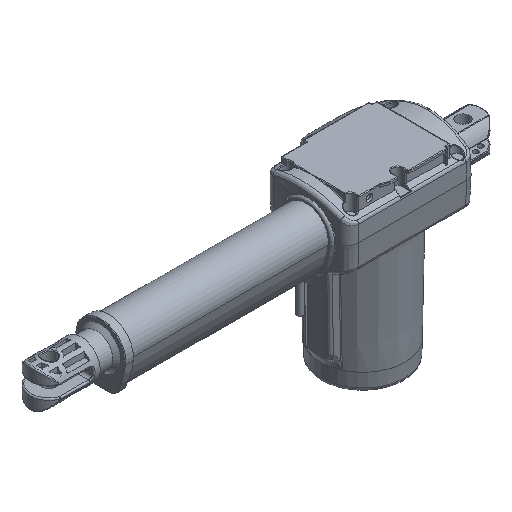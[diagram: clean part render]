
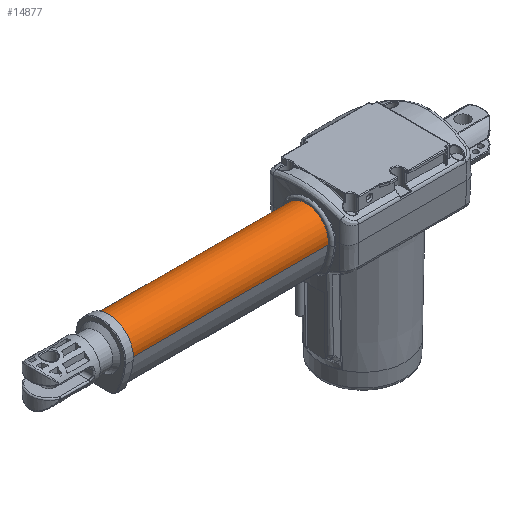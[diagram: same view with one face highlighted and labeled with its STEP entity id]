
A CAD part, isometric view. The second image highlights one B-rep face of the part: STEP entity #14877.
In plain terms, the highlighted cylindrical face has radius 17.5 mm (diameter 35 mm), a partial arc.
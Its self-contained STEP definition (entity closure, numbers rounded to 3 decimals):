
#313 = EDGE_CURVE ( 'NONE', #21932, #19646, #19481, .T. ) ;
#565 = DIRECTION ( 'NONE',  ( 0., 0., -1. ) ) ;
#684 = CIRCLE ( 'NONE', #19635, 17.5 ) ;
#1684 = EDGE_LOOP ( 'NONE', ( #15328, #7461, #20251, #5558 ) ) ;
#2993 = CARTESIAN_POINT ( 'NONE',  ( -221.9, 0., 0. ) ) ;
#3831 = CARTESIAN_POINT ( 'NONE',  ( -67.4, 17.403, -1.84 ) ) ;
#3946 = CARTESIAN_POINT ( 'NONE',  ( -221.9, -17.403, -1.84 ) ) ;
#4713 = DIRECTION ( 'NONE',  ( 0., 0., 1. ) ) ;
#4875 = EDGE_CURVE ( 'NONE', #10630, #21932, #20514, .T. ) ;
#5558 = ORIENTED_EDGE ( 'NONE', *, *, #313, .T. ) ;
#6407 = VECTOR ( 'NONE', #13581, 1000. ) ;
#6759 = CARTESIAN_POINT ( 'NONE',  ( -228.4, 0., 0. ) ) ;
#7000 = AXIS2_PLACEMENT_3D ( 'NONE', #21097, #10840, #565 ) ;
#7340 = AXIS2_PLACEMENT_3D ( 'NONE', #6759, #16877, #18761 ) ;
#7461 = ORIENTED_EDGE ( 'NONE', *, *, #9643, .F. ) ;
#8296 = CYLINDRICAL_SURFACE ( 'NONE', #7340, 17.5 ) ;
#9005 = CARTESIAN_POINT ( 'NONE',  ( -221.9, 17.403, -1.84 ) ) ;
#9643 = EDGE_CURVE ( 'NONE', #10630, #21761, #684, .T. ) ;
#9817 = VECTOR ( 'NONE', #13622, 1000. ) ;
#10630 = VERTEX_POINT ( 'NONE', #3946 ) ;
#10840 = DIRECTION ( 'NONE',  ( -1., 0., 0. ) ) ;
#11862 = CARTESIAN_POINT ( 'NONE',  ( -228.4, 17.403, -1.84 ) ) ;
#11901 = CARTESIAN_POINT ( 'NONE',  ( -228.4, -17.403, -1.84 ) ) ;
#13581 = DIRECTION ( 'NONE',  ( 1., 0., 0. ) ) ;
#13622 = DIRECTION ( 'NONE',  ( 1., 0., 0. ) ) ;
#14877 = ADVANCED_FACE ( 'NONE', ( #17407 ), #8296, .T. ) ;
#14971 = DIRECTION ( 'NONE',  ( -1., 0., 0. ) ) ;
#15328 = ORIENTED_EDGE ( 'NONE', *, *, #15472, .F. ) ;
#15472 = EDGE_CURVE ( 'NONE', #21761, #19646, #19555, .T. ) ;
#16363 = CARTESIAN_POINT ( 'NONE',  ( -67.4, -17.403, -1.84 ) ) ;
#16877 = DIRECTION ( 'NONE',  ( 1., 0., 0. ) ) ;
#17407 = FACE_OUTER_BOUND ( 'NONE', #1684, .T. ) ;
#18761 = DIRECTION ( 'NONE',  ( 0., 0., -1. ) ) ;
#19481 = CIRCLE ( 'NONE', #7000, 17.5 ) ;
#19555 = LINE ( 'NONE', #11862, #6407 ) ;
#19635 = AXIS2_PLACEMENT_3D ( 'NONE', #2993, #14971, #4713 ) ;
#19646 = VERTEX_POINT ( 'NONE', #3831 ) ;
#20251 = ORIENTED_EDGE ( 'NONE', *, *, #4875, .T. ) ;
#20514 = LINE ( 'NONE', #11901, #9817 ) ;
#21097 = CARTESIAN_POINT ( 'NONE',  ( -67.4, 0., 0. ) ) ;
#21761 = VERTEX_POINT ( 'NONE', #9005 ) ;
#21932 = VERTEX_POINT ( 'NONE', #16363 ) ;
